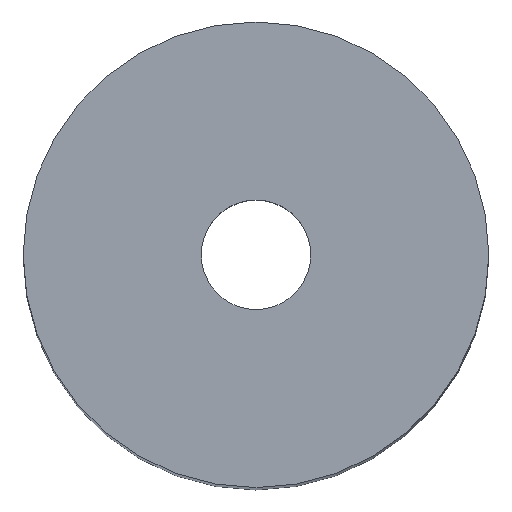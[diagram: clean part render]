
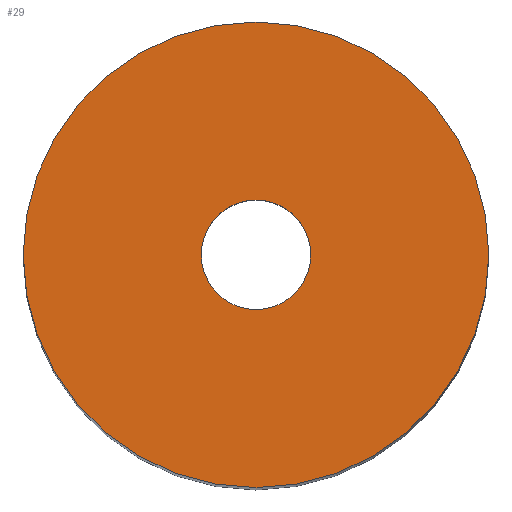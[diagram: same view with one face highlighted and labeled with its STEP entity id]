
A CAD part, top view. The second image highlights one B-rep face of the part: STEP entity #29.
In plain terms, the highlighted planar face has unit normal (0, 0, 1).
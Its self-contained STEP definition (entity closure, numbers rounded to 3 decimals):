
#6 = CARTESIAN_POINT ( 'NONE',  ( 0., 0., 50. ) ) ;
#22 = DIRECTION ( 'NONE',  ( 1., 0., 0. ) ) ;
#26 = EDGE_CURVE ( 'NONE', #252, #44, #301, .T. ) ;
#29 = ADVANCED_FACE ( 'NONE', ( #190, #102 ), #296, .T. ) ;
#44 = VERTEX_POINT ( 'NONE', #232 ) ;
#51 = DIRECTION ( 'NONE',  ( 1., 0., 0. ) ) ;
#64 = CARTESIAN_POINT ( 'NONE',  ( 0., 0., 50. ) ) ;
#65 = CIRCLE ( 'NONE', #104, 8.5 ) ;
#66 = ORIENTED_EDGE ( 'NONE', *, *, #26, .F. ) ;
#79 = DIRECTION ( 'NONE',  ( 1., 0., 0. ) ) ;
#94 = CARTESIAN_POINT ( 'NONE',  ( 0., 0., 50. ) ) ;
#102 = FACE_OUTER_BOUND ( 'NONE', #133, .T. ) ;
#104 = AXIS2_PLACEMENT_3D ( 'NONE', #94, #330, #283 ) ;
#115 = AXIS2_PLACEMENT_3D ( 'NONE', #6, #186, #79 ) ;
#122 = AXIS2_PLACEMENT_3D ( 'NONE', #287, #203, #22 ) ;
#133 = EDGE_LOOP ( 'NONE', ( #316, #288 ) ) ;
#135 = AXIS2_PLACEMENT_3D ( 'NONE', #159, #318, #51 ) ;
#136 = VERTEX_POINT ( 'NONE', #189 ) ;
#159 = CARTESIAN_POINT ( 'NONE',  ( 0., 0., 50. ) ) ;
#162 = EDGE_CURVE ( 'NONE', #44, #252, #222, .T. ) ;
#172 = AXIS2_PLACEMENT_3D ( 'NONE', #64, #321, #239 ) ;
#173 = CARTESIAN_POINT ( 'NONE',  ( -2., 0., 50. ) ) ;
#185 = VERTEX_POINT ( 'NONE', #278 ) ;
#186 = DIRECTION ( 'NONE',  ( 0., 0., 1. ) ) ;
#189 = CARTESIAN_POINT ( 'NONE',  ( 8.5, 0., 50. ) ) ;
#190 = FACE_BOUND ( 'NONE', #257, .T. ) ;
#203 = DIRECTION ( 'NONE',  ( 0., 0., 1. ) ) ;
#222 = CIRCLE ( 'NONE', #172, 2. ) ;
#232 = CARTESIAN_POINT ( 'NONE',  ( 2., 0., 50. ) ) ;
#239 = DIRECTION ( 'NONE',  ( 1., 0., 0. ) ) ;
#252 = VERTEX_POINT ( 'NONE', #173 ) ;
#255 = EDGE_CURVE ( 'NONE', #136, #185, #65, .T. ) ;
#257 = EDGE_LOOP ( 'NONE', ( #328, #66 ) ) ;
#260 = CIRCLE ( 'NONE', #122, 8.5 ) ;
#278 = CARTESIAN_POINT ( 'NONE',  ( -8.5, 0., 50. ) ) ;
#283 = DIRECTION ( 'NONE',  ( 1., 0., 0. ) ) ;
#287 = CARTESIAN_POINT ( 'NONE',  ( 0., 0., 50. ) ) ;
#288 = ORIENTED_EDGE ( 'NONE', *, *, #255, .T. ) ;
#296 = PLANE ( 'NONE',  #135 ) ;
#301 = CIRCLE ( 'NONE', #115, 2. ) ;
#316 = ORIENTED_EDGE ( 'NONE', *, *, #325, .T. ) ;
#318 = DIRECTION ( 'NONE',  ( 0., 0., 1. ) ) ;
#321 = DIRECTION ( 'NONE',  ( 0., 0., 1. ) ) ;
#325 = EDGE_CURVE ( 'NONE', #185, #136, #260, .T. ) ;
#328 = ORIENTED_EDGE ( 'NONE', *, *, #162, .F. ) ;
#330 = DIRECTION ( 'NONE',  ( 0., 0., 1. ) ) ;
